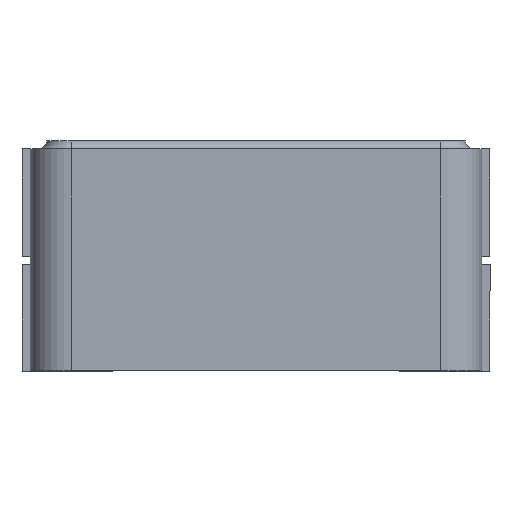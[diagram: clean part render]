
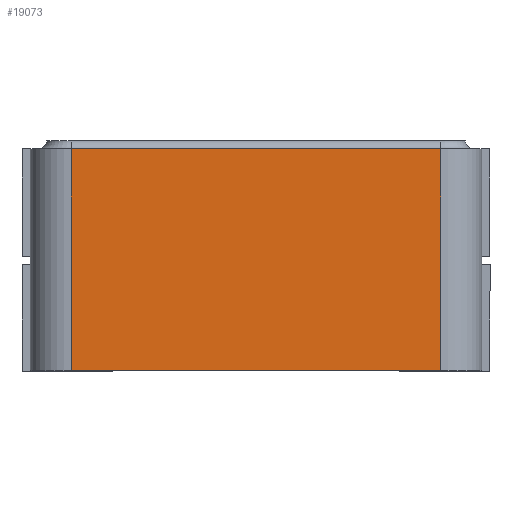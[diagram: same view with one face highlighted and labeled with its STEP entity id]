
A CAD part, front view. The second image highlights one B-rep face of the part: STEP entity #19073.
In plain terms, the highlighted planar face has unit normal (0, -1, 0).
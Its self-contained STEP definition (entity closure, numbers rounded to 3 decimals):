
#646 = CARTESIAN_POINT ( 'NONE',  ( 2.25, -2.6, 0. ) ) ;
#669 = EDGE_CURVE ( 'NONE', #22567, #22796, #13361, .T. ) ;
#2313 = VECTOR ( 'NONE', #4210, 1000. ) ;
#2847 = CARTESIAN_POINT ( 'NONE',  ( 2.25, -2.6, 2.7 ) ) ;
#3098 = DIRECTION ( 'NONE',  ( 0., 0., 1. ) ) ;
#4210 = DIRECTION ( 'NONE',  ( 1., 0., 0. ) ) ;
#4243 = ORIENTED_EDGE ( 'NONE', *, *, #669, .T. ) ;
#4325 = FACE_OUTER_BOUND ( 'NONE', #16926, .T. ) ;
#4605 = DIRECTION ( 'NONE',  ( 0., 0., 1. ) ) ;
#4735 = CARTESIAN_POINT ( 'NONE',  ( 2.25, -2.6, 2.8 ) ) ;
#4786 = CARTESIAN_POINT ( 'NONE',  ( -2.25, -2.6, 2.7 ) ) ;
#4788 = DIRECTION ( 'NONE',  ( 0., 1., 0. ) ) ;
#4958 = DIRECTION ( 'NONE',  ( 1., 0., 0. ) ) ;
#5248 = CARTESIAN_POINT ( 'NONE',  ( -2.25, -2.6, 2.8 ) ) ;
#7679 = VECTOR ( 'NONE', #4958, 1000. ) ;
#7999 = EDGE_CURVE ( 'NONE', #22796, #22450, #21133, .T. ) ;
#8825 = CARTESIAN_POINT ( 'NONE',  ( -2.25, -2.6, 0. ) ) ;
#13124 = VECTOR ( 'NONE', #19737, 1000. ) ;
#13361 = LINE ( 'NONE', #20715, #2313 ) ;
#13500 = VERTEX_POINT ( 'NONE', #4786 ) ;
#16045 = CARTESIAN_POINT ( 'NONE',  ( -2.75, -2.6, 2.7 ) ) ;
#16441 = EDGE_CURVE ( 'NONE', #13500, #22450, #21484, .T. ) ;
#16888 = ORIENTED_EDGE ( 'NONE', *, *, #16441, .F. ) ;
#16926 = EDGE_LOOP ( 'NONE', ( #16888, #20169, #4243, #17137 ) ) ;
#17137 = ORIENTED_EDGE ( 'NONE', *, *, #7999, .T. ) ;
#17574 = CARTESIAN_POINT ( 'NONE',  ( -2.75, -2.6, 2.8 ) ) ;
#17922 = VECTOR ( 'NONE', #4605, 1000. ) ;
#18048 = LINE ( 'NONE', #5248, #13124 ) ;
#19073 = ADVANCED_FACE ( 'NONE', ( #4325 ), #20961, .F. ) ;
#19156 = AXIS2_PLACEMENT_3D ( 'NONE', #17574, #4788, #3098 ) ;
#19737 = DIRECTION ( 'NONE',  ( 0., 0., -1. ) ) ;
#20169 = ORIENTED_EDGE ( 'NONE', *, *, #22244, .T. ) ;
#20715 = CARTESIAN_POINT ( 'NONE',  ( -2.75, -2.6, 0. ) ) ;
#20961 = PLANE ( 'NONE',  #19156 ) ;
#21133 = LINE ( 'NONE', #4735, #17922 ) ;
#21484 = LINE ( 'NONE', #16045, #7679 ) ;
#22244 = EDGE_CURVE ( 'NONE', #13500, #22567, #18048, .T. ) ;
#22450 = VERTEX_POINT ( 'NONE', #2847 ) ;
#22567 = VERTEX_POINT ( 'NONE', #8825 ) ;
#22796 = VERTEX_POINT ( 'NONE', #646 ) ;
